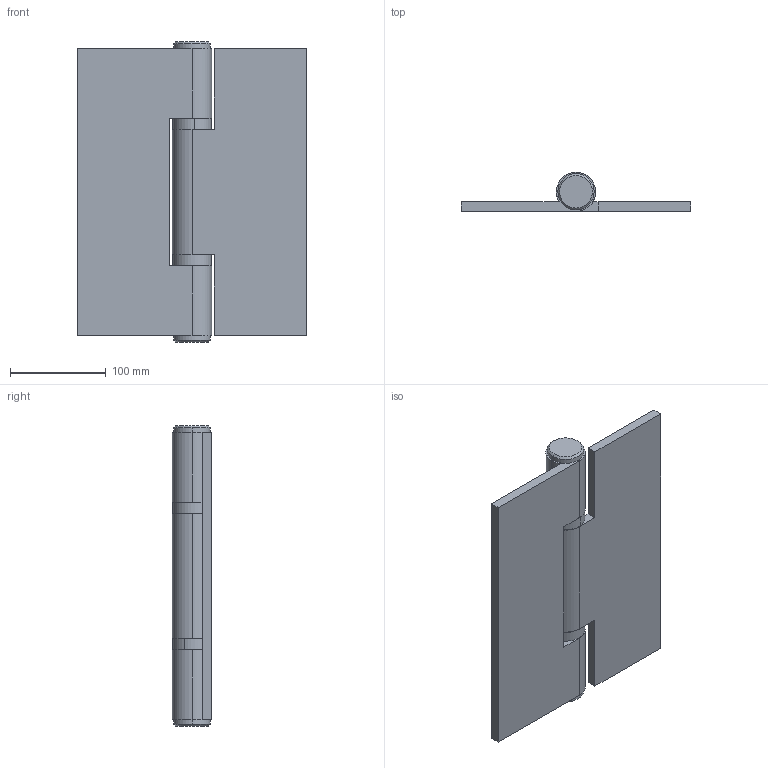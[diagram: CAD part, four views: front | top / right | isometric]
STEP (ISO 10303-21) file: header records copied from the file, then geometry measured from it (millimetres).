
FILE_DESCRIPTION (( 'STEP AP203' ), '1' );
FILE_NAME ('B-1331-2.STEP', '2008-11-27T04:50:07', ( ' ' ), ( ' ' ), 'SwSTEP 2.0', 'SolidWorks 2007', '' );
FILE_SCHEMA (( 'CONFIG_CONTROL_DESIGN' ));
Length unit declared in the file: millimetre
Products named in the file (5): B-1331-2僸儞僕A__棉太倌; B-1331-2僸儞僕B__棉太倌; B-1331-2; B-1331-2スラストベアリング__ﾃﾞﾌｫﾙﾄ; B-1331-2恈朹__棉太倌
Assembly tree (5 placements, depth 2):
  B-1331-2
    B-1331-2僸儞僕A__棉太倌
    B-1331-2スラストベアリング__ﾃﾞﾌｫﾙﾄ  x2
    B-1331-2恈朹__棉太倌
    B-1331-2僸儞僕B__棉太倌
Bounding box: 240 x 41 x 314 mm (x, y, z)
Volume: 998675 mm3; surface area: 219655.1 mm2
Topology: 5 solids, 5 shells, 60 faces, 134 edges, 88 vertices
Faces by surface type: cylinder 29, plane 27, cone 4
Entity records: 2091 total; most frequent: DIRECTION 300, CARTESIAN_POINT 264, ORIENTED_EDGE 244, EDGE_CURVE 122, AXIS2_PLACEMENT_3D 116, VERTEX_POINT 80, VECTOR 68, LINE 68
